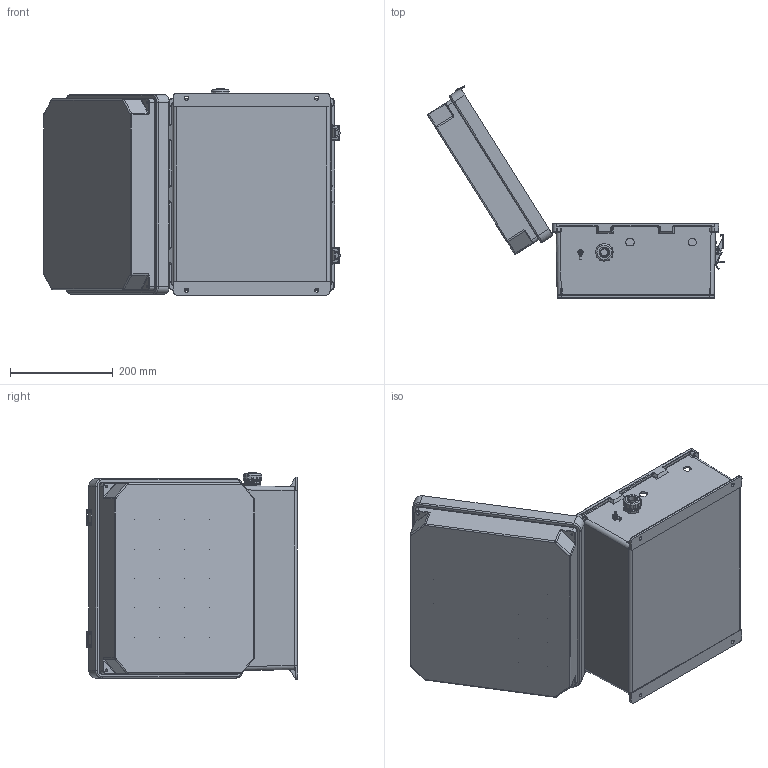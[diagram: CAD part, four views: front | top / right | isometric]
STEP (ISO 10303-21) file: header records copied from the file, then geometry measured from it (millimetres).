
FILE_DESCRIPTION (( 'STEP AP214' ), '1' );
FILE_NAME ('TEF141207-000DR.STEP', '2018-11-20T15:03:19', ( '' ), ( '' ), 'SwSTEP 2.0', 'SolidWorks 2017', '' );
FILE_SCHEMA (( 'AUTOMOTIVE_DESIGN' ));
Length unit declared in the file: inch
Products named in the file (16): GroundWire-14-DIN; XF1005-01; 10-32 NEMA PLATE SCREW; XCT-0011; XCT-0010; XFW-0002; XFN-0003; XCT-0005; XFS-0026; XC-0003; NB141207-DoorClasp-2; NB141207-DoorClasp-1; NB141207-Lid-2; NB141207-Hinge; NB141207-Box; TEF141207-000DR
Assembly tree (23 placements, depth 2):
  TEF141207-000DR
    NB141207-Box
    NB141207-Hinge  x2
    NB141207-Lid-2
    NB141207-DoorClasp-1  x2
    NB141207-DoorClasp-2  x2
    XC-0003
    XFS-0026
    XCT-0005
    XFN-0003  x2
    XFW-0002
    XCT-0010
    XCT-0011
    10-32 NEMA PLATE SCREW  x4
    XF1005-01  x2
    GroundWire-14-DIN
Bounding box: 578.07 x 413.05 x 402.37 mm (x, y, z)
Volume: 2047845.5 mm3; surface area: 1223197.9 mm2
Topology: 29 solids, 30 shells, 2357 faces, 5989 edges, 3698 vertices
Faces by surface type: plane 838, cylinder 769, cone 408, torus 183, bspline 151, sphere 8
Full cylindrical faces by diameter (mm): 3.15 x4, 3.175 x20, 3.302 x4, 3.607 x1, 4.064 x4, 5.004 x1, 5.182 x1, 5.3 x2, 5.639 x1, 6.35 x4, 6.5 x4, 8 x4, 8.928 x4, 9.22 x1, 9.296 x4, 9.525 x1, 10 x4, 11.024 x2, 13.538 x2, 14.315 x1, 16.281 x1, 18.491 x1, 19.406 x2, 20.345 x2, 21.215 x1, 22.606 x1, 25.4 x1, 29.693 x1, 33.274 x1
Entity records: 63307 total; most frequent: CARTESIAN_POINT 16325, DIRECTION 8508, ORIENTED_EDGE 8374, EDGE_CURVE 4187, AXIS2_PLACEMENT_3D 3256, VERTEX_POINT 2771, EDGE_LOOP 2276, LINE 1996
